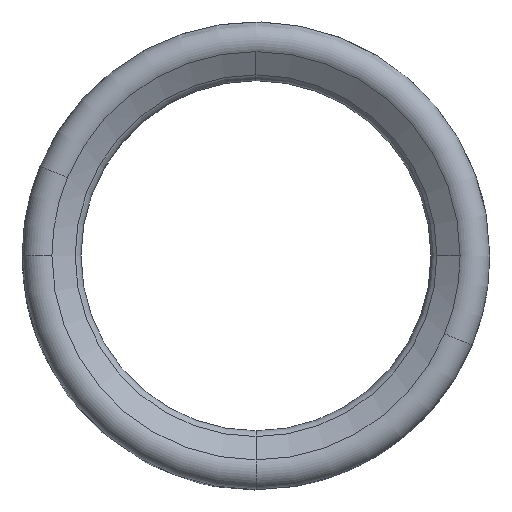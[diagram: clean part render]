
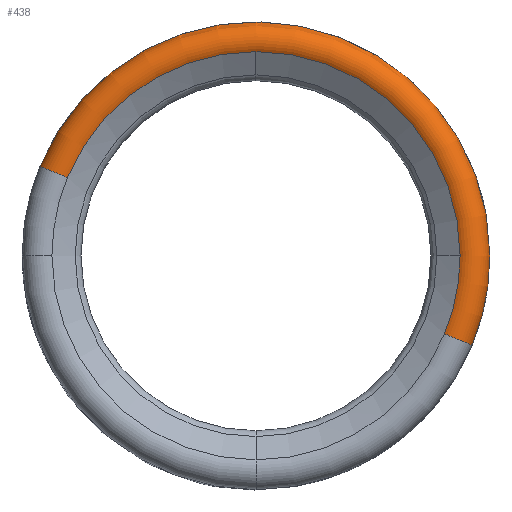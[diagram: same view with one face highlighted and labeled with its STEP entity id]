
A CAD part, top view. The second image highlights one B-rep face of the part: STEP entity #438.
In plain terms, the highlighted toroidal (fillet/blend) face has major radius 33.499 mm and minor radius 3 mm.
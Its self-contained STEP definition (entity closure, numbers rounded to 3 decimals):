
#58 = CARTESIAN_POINT ( 'NONE',  ( 0., 31.865, -3.009 ) ) ;
#83 = VERTEX_POINT ( 'NONE', #818 ) ;
#96 = CARTESIAN_POINT ( 'NONE',  ( -33.721, 13.968, -5.525 ) ) ;
#128 = CARTESIAN_POINT ( 'NONE',  ( 0., 0., -5.525 ) ) ;
#138 = EDGE_CURVE ( 'NONE', #826, #239, #1164, .T. ) ;
#161 = EDGE_CURVE ( 'NONE', #1029, #83, #1559, .T. ) ;
#165 = CIRCLE ( 'NONE', #356, 3. ) ;
#216 = ORIENTED_EDGE ( 'NONE', *, *, #138, .T. ) ;
#226 = DIRECTION ( 'NONE',  ( 0., 0., -1. ) ) ;
#239 = VERTEX_POINT ( 'NONE', #58 ) ;
#260 = DIRECTION ( 'NONE',  ( -0.924, 0.383, 0. ) ) ;
#282 = DIRECTION ( 'NONE',  ( 0.383, 0.924, 0. ) ) ;
#300 = ORIENTED_EDGE ( 'NONE', *, *, #851, .T. ) ;
#308 = AXIS2_PLACEMENT_3D ( 'NONE', #648, #282, #882 ) ;
#310 = CIRCLE ( 'NONE', #520, 31.865 ) ;
#314 = CARTESIAN_POINT ( 'NONE',  ( 36.499, 0., -5.525 ) ) ;
#356 = AXIS2_PLACEMENT_3D ( 'NONE', #1381, #1028, #563 ) ;
#357 = CARTESIAN_POINT ( 'NONE',  ( 29.44, -12.194, -3.009 ) ) ;
#363 = CIRCLE ( 'NONE', #308, 3. ) ;
#438 = ADVANCED_FACE ( 'NONE', ( #1338 ), #1496, .T. ) ;
#442 = CIRCLE ( 'NONE', #1128, 31.865 ) ;
#520 = AXIS2_PLACEMENT_3D ( 'NONE', #733, #811, #1075 ) ;
#527 = ORIENTED_EDGE ( 'NONE', *, *, #1275, .F. ) ;
#531 = AXIS2_PLACEMENT_3D ( 'NONE', #782, #1159, #1265 ) ;
#563 = DIRECTION ( 'NONE',  ( 0.924, -0.383, 0. ) ) ;
#648 = CARTESIAN_POINT ( 'NONE',  ( 30.949, -12.82, -5.525 ) ) ;
#667 = ORIENTED_EDGE ( 'NONE', *, *, #1151, .F. ) ;
#697 = DIRECTION ( 'NONE',  ( 0., 0., -1. ) ) ;
#701 = ORIENTED_EDGE ( 'NONE', *, *, #1138, .T. ) ;
#733 = CARTESIAN_POINT ( 'NONE',  ( 0., 0., -3.009 ) ) ;
#782 = CARTESIAN_POINT ( 'NONE',  ( 0., 0., -5.525 ) ) ;
#798 = AXIS2_PLACEMENT_3D ( 'NONE', #1223, #837, #991 ) ;
#811 = DIRECTION ( 'NONE',  ( 0., 0., -1. ) ) ;
#818 = CARTESIAN_POINT ( 'NONE',  ( 33.721, -13.968, -5.525 ) ) ;
#820 = AXIS2_PLACEMENT_3D ( 'NONE', #1550, #988, #260 ) ;
#821 = CARTESIAN_POINT ( 'NONE',  ( 0., 0., -3.009 ) ) ;
#826 = VERTEX_POINT ( 'NONE', #1052 ) ;
#837 = DIRECTION ( 'NONE',  ( 0., 0., -1. ) ) ;
#847 = EDGE_LOOP ( 'NONE', ( #701, #300, #1024, #1353, #667, #527, #216 ) ) ;
#851 = EDGE_CURVE ( 'NONE', #1108, #1094, #442, .T. ) ;
#882 = DIRECTION ( 'NONE',  ( -0.924, 0.383, 0. ) ) ;
#886 = EDGE_CURVE ( 'NONE', #1094, #83, #363, .T. ) ;
#988 = DIRECTION ( 'NONE',  ( 0., 0., -1. ) ) ;
#991 = DIRECTION ( 'NONE',  ( 1., 0., 0. ) ) ;
#1024 = ORIENTED_EDGE ( 'NONE', *, *, #886, .T. ) ;
#1028 = DIRECTION ( 'NONE',  ( -0.383, -0.924, 0. ) ) ;
#1029 = VERTEX_POINT ( 'NONE', #314 ) ;
#1052 = CARTESIAN_POINT ( 'NONE',  ( -29.44, 12.194, -3.009 ) ) ;
#1075 = DIRECTION ( 'NONE',  ( 1., 0., 0. ) ) ;
#1084 = CARTESIAN_POINT ( 'NONE',  ( 31.865, 0., -3.009 ) ) ;
#1094 = VERTEX_POINT ( 'NONE', #357 ) ;
#1108 = VERTEX_POINT ( 'NONE', #1084 ) ;
#1128 = AXIS2_PLACEMENT_3D ( 'NONE', #821, #226, #1301 ) ;
#1138 = EDGE_CURVE ( 'NONE', #239, #1108, #310, .T. ) ;
#1151 = EDGE_CURVE ( 'NONE', #1476, #1029, #1389, .T. ) ;
#1153 = AXIS2_PLACEMENT_3D ( 'NONE', #128, #697, #1545 ) ;
#1159 = DIRECTION ( 'NONE',  ( 0., 0., -1. ) ) ;
#1164 = CIRCLE ( 'NONE', #798, 31.865 ) ;
#1223 = CARTESIAN_POINT ( 'NONE',  ( 0., 0., -3.009 ) ) ;
#1265 = DIRECTION ( 'NONE',  ( 1., 0., 0. ) ) ;
#1275 = EDGE_CURVE ( 'NONE', #826, #1476, #165, .T. ) ;
#1301 = DIRECTION ( 'NONE',  ( 1., 0., 0. ) ) ;
#1338 = FACE_OUTER_BOUND ( 'NONE', #847, .T. ) ;
#1353 = ORIENTED_EDGE ( 'NONE', *, *, #161, .F. ) ;
#1381 = CARTESIAN_POINT ( 'NONE',  ( -30.949, 12.82, -5.525 ) ) ;
#1389 = CIRCLE ( 'NONE', #1153, 36.499 ) ;
#1476 = VERTEX_POINT ( 'NONE', #96 ) ;
#1496 = TOROIDAL_SURFACE ( 'NONE', #820, 33.499, 3. ) ;
#1545 = DIRECTION ( 'NONE',  ( 1., 0., 0. ) ) ;
#1550 = CARTESIAN_POINT ( 'NONE',  ( 0., 0., -5.525 ) ) ;
#1559 = CIRCLE ( 'NONE', #531, 36.499 ) ;
